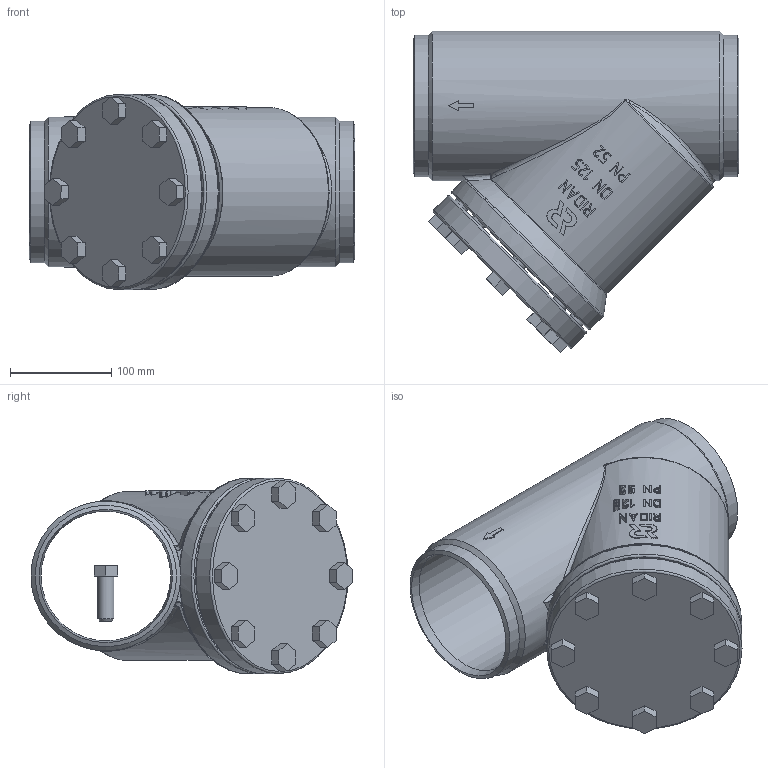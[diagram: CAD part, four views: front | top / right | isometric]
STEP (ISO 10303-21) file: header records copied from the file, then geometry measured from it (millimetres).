
FILE_DESCRIPTION(('TFLEX Exchange Step'),'2;1');
FILE_NAME('148B5125R.stp', '2024-09-04T15:54:51+03:00',('RUCO2978'),('Unknown organisation'),'TFLEX Exchange 2022.1','T-FLEX CAD','Unknown authorisation');
FILE_SCHEMA( ('AP242_MANAGED_MODEL_BASED_3D_ENGINEERING_MIM_LF {1 0 10303 442 1 1 4 }') );
Length unit declared in the file: millimetre
Products named in the file (3): Болт М16; Крышка CHV 125; Корпус 125 D STR
Assembly tree (9 placements, depth 3):
  Корпус 125 D STR
    Крышка CHV 125
      Болт М16  x8
Bounding box: 322 x 318.18 x 193 mm (x, y, z)
Volume: 3530541.5 mm3; surface area: 546200.6 mm2
Topology: 11 solids, 11 shells, 433 faces, 1152 edges, 777 vertices
Faces by surface type: plane 231, bspline 129, cylinder 45, cone 17, torus 9, sphere 2
Full cylindrical faces by diameter (mm): 16 x25, 128.1 x1, 129 x1, 139.7 x2, 148 x1, 193 x2
Entity records: 19456 total; most frequent: CARTESIAN_POINT 11061, ORIENTED_EDGE 1884, DIRECTION 1336, EDGE_CURVE 942, VERTEX_POINT 633, VECTOR 458, LINE 458, AXIS2_PLACEMENT_3D 439
